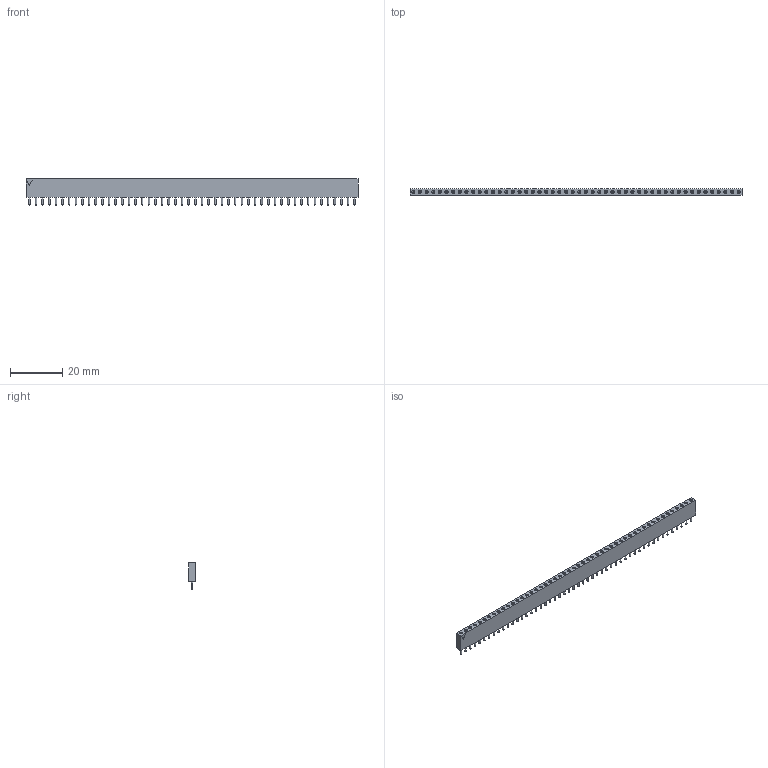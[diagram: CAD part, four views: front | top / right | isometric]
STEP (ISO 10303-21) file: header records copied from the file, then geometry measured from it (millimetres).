
FILE_DESCRIPTION(('CAx-IF Rec.Pracs.---Model Styling and Organization---1.5---2016-08-15','CAx-IF Rec.Pracs.---Geometric and Assembly Validation Properties---4.4---2016-08-17','CAx-IF Rec.Pracs.---User Defined Attributes---1.5---2016-08-15','CAx-IF Rec.Pracs.---External References---2.1---2005-01-19'),'2;1');
FILE_NAME('1807206.1.1.step','2025-02-02T14:25:34',('Unspecified'),('Unspecified'),'CAD Exchanger 3.10.2 (cadexchanger.com)','Unspecified','');
FILE_SCHEMA(('AUTOMOTIVE_DESIGN { 1 0 10303 214 1 1 1 1 }'));
Length unit declared in the file: millimetre
Products named in the file (3): ASSEMBLY; Body; LeadsArray
Assembly tree (2 placements, depth 2):
  ASSEMBLY
    Body
    LeadsArray
Bounding box: 127 x 2.54 x 10 mm (x, y, z)
Volume: 2233.3 mm3; surface area: 3401.9 mm2
Topology: 51 solids, 51 shells, 359 faces, 520 edges, 313 vertices
Faces by surface type: plane 159, cone 100, cylinder 100
Full cylindrical faces by diameter (mm): 0.6 x100
Entity records: 8089 total; most frequent: DIRECTION 1540, CARTESIAN_POINT 1193, ORIENTED_EDGE 1040, AXIS2_PLACEMENT_3D 660, EDGE_CURVE 520, FACE_BOUND 409, EDGE_LOOP 409, ADVANCED_FACE 359
